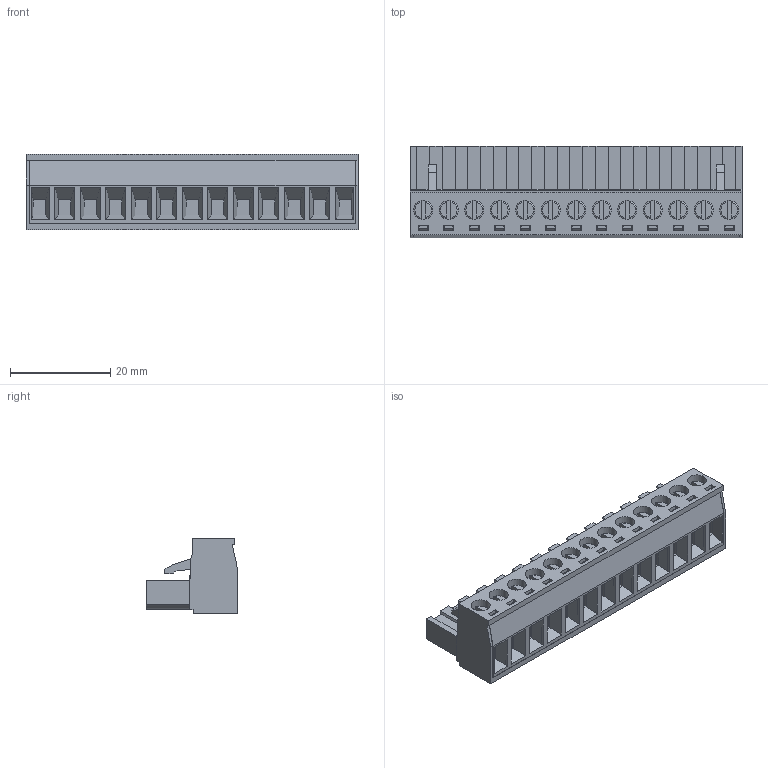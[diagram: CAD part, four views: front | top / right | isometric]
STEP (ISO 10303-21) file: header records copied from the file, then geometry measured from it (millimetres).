
FILE_DESCRIPTION(/* description */ ('Unknown'),/* implementation_level */ '2;1');
FILE_NAME(/* name */ '691351500013',/* time_stamp */ '2021-01-04T16:12:31+01:00',/* author */ ('Unknown'),/* organization */ ('Unknown'),/* preprocessor_version */ 'ST-DEVELOPER v16.7',/* originating_system */ 'DEX',/* authorisation */ $);
FILE_SCHEMA (('AUTOMOTIVE_DESIGN {1 0 10303 214 3 1 1}'));
Length unit declared in the file: millimetre
Products named in the file (6): 6913515000xx; 691351500013; 6913515000xx_CAGE; 6913515000xx_PIN; 6913515000xx_VIS; 691351500013_CAPOT
Assembly tree (41 placements, depth 2):
  6913515000xx
    691351500013
    6913515000xx_CAGE  x13
    6913515000xx_PIN  x13
    6913515000xx_VIS  x13
    691351500013_CAPOT
Bounding box: 66.14 x 18.2 x 15.1 mm (x, y, z)
Volume: 7442.7 mm3; surface area: 20130.7 mm2
Topology: 41 solids, 41 shells, 3014 faces, 8186 edges, 5344 vertices
Faces by surface type: plane 2224, cylinder 725, torus 39, cone 26
Full cylindrical faces by diameter (mm): 1.6 x13, 2.2 x13, 2.5 x13, 2.9 x13, 2.95 x13, 3 x13, 3.8 x26
Entity records: 47638 total; most frequent: CARTESIAN_POINT 8343, ORIENTED_EDGE 8106, DIRECTION 7582, EDGE_CURVE 4053, LINE 3660, VECTOR 3660, VERTEX_POINT 2674, AXIS2_PLACEMENT_3D 1961
